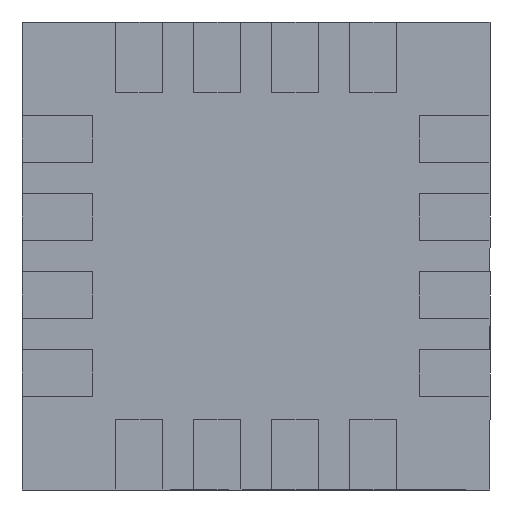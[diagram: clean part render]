
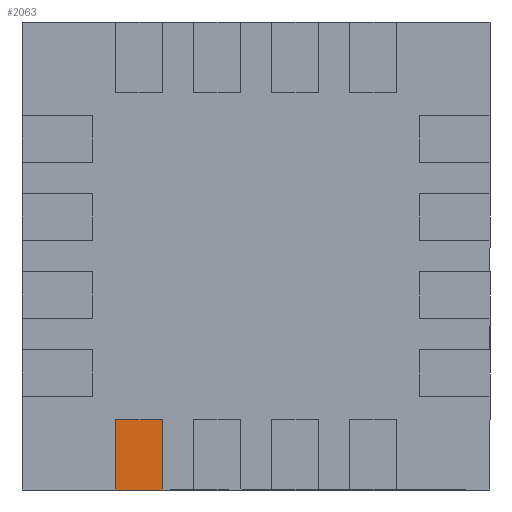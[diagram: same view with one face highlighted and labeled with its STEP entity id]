
A CAD part, front view. The second image highlights one B-rep face of the part: STEP entity #2063.
In plain terms, the highlighted planar face has unit normal (0, -1, 0).
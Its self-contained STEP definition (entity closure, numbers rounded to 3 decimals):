
#145 = ORIENTED_EDGE ( 'NONE', *, *, #356, .F. ) ;
#255 = DIRECTION ( 'NONE',  ( 0., 0., 1. ) ) ;
#279 = CARTESIAN_POINT ( 'NONE',  ( -0.9, 0., -1.05 ) ) ;
#356 = EDGE_CURVE ( 'NONE', #1237, #2867, #698, .T. ) ;
#497 = VECTOR ( 'NONE', #255, 1000. ) ;
#570 = CARTESIAN_POINT ( 'NONE',  ( -0.9, 0., -1.05 ) ) ;
#638 = FACE_OUTER_BOUND ( 'NONE', #980, .T. ) ;
#698 = LINE ( 'NONE', #2741, #2630 ) ;
#748 = CARTESIAN_POINT ( 'NONE',  ( -0.6, 0., -1.05 ) ) ;
#782 = EDGE_CURVE ( 'NONE', #3698, #1237, #3673, .T. ) ;
#889 = LINE ( 'NONE', #1591, #1992 ) ;
#980 = EDGE_LOOP ( 'NONE', ( #4708, #3005, #1686, #145 ) ) ;
#1007 = AXIS2_PLACEMENT_3D ( 'NONE', #1328, #4034, #4081 ) ;
#1049 = EDGE_CURVE ( 'NONE', #2867, #4756, #2269, .T. ) ;
#1237 = VERTEX_POINT ( 'NONE', #1242 ) ;
#1242 = CARTESIAN_POINT ( 'NONE',  ( -0.6, 0., -1.5 ) ) ;
#1328 = CARTESIAN_POINT ( 'NONE',  ( 0., 0., 0. ) ) ;
#1591 = CARTESIAN_POINT ( 'NONE',  ( -0.6, 0., -1.05 ) ) ;
#1686 = ORIENTED_EDGE ( 'NONE', *, *, #1049, .F. ) ;
#1894 = EDGE_CURVE ( 'NONE', #4756, #3698, #889, .T. ) ;
#1921 = CARTESIAN_POINT ( 'NONE',  ( -0.9, 0., -1.5 ) ) ;
#1992 = VECTOR ( 'NONE', #3242, 1000. ) ;
#2063 = ADVANCED_FACE ( 'NONE', ( #638 ), #2934, .F. ) ;
#2112 = CARTESIAN_POINT ( 'NONE',  ( -0.6, 0., -1.5 ) ) ;
#2269 = LINE ( 'NONE', #279, #497 ) ;
#2554 = VECTOR ( 'NONE', #4434, 1000. ) ;
#2630 = VECTOR ( 'NONE', #4299, 1000. ) ;
#2741 = CARTESIAN_POINT ( 'NONE',  ( -0.9, 0., -1.5 ) ) ;
#2867 = VERTEX_POINT ( 'NONE', #1921 ) ;
#2934 = PLANE ( 'NONE',  #1007 ) ;
#3005 = ORIENTED_EDGE ( 'NONE', *, *, #1894, .F. ) ;
#3242 = DIRECTION ( 'NONE',  ( 1., 0., 0. ) ) ;
#3673 = LINE ( 'NONE', #2112, #2554 ) ;
#3698 = VERTEX_POINT ( 'NONE', #748 ) ;
#4034 = DIRECTION ( 'NONE',  ( 0., 1., 0. ) ) ;
#4081 = DIRECTION ( 'NONE',  ( 0., 0., 1. ) ) ;
#4299 = DIRECTION ( 'NONE',  ( -1., 0., 0. ) ) ;
#4434 = DIRECTION ( 'NONE',  ( 0., 0., -1. ) ) ;
#4708 = ORIENTED_EDGE ( 'NONE', *, *, #782, .F. ) ;
#4756 = VERTEX_POINT ( 'NONE', #570 ) ;
